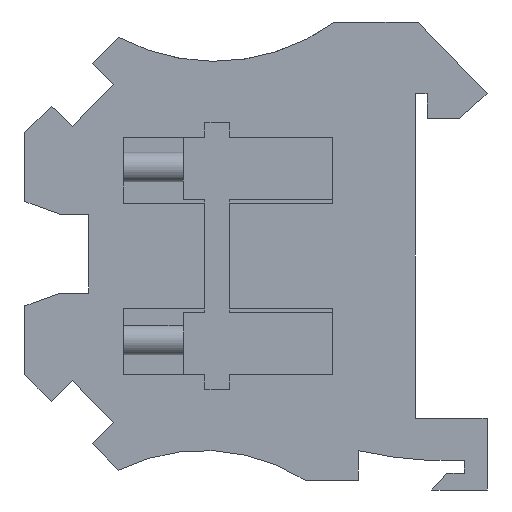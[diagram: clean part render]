
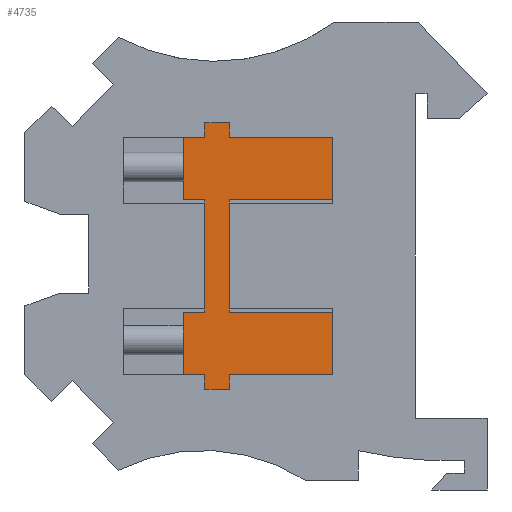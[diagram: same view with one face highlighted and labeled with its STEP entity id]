
A CAD part, left-side view. The second image highlights one B-rep face of the part: STEP entity #4735.
In plain terms, the highlighted planar face has unit normal (-1, 0, 0).
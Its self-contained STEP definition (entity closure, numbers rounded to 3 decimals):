
#1460=DIRECTION('',(0.,1.,0.));
#1461=VECTOR('',#1460,2.2);
#1462=CARTESIAN_POINT('',(0.1,28.7,11.732));
#1463=LINE('',#1462,#1461);
#1570=DIRECTION('',(0.,0.,1.));
#1571=VECTOR('',#1570,6.3);
#1572=CARTESIAN_POINT('',(0.1,15.7,11.732));
#1573=LINE('',#1572,#1571);
#1586=DIRECTION('',(0.,0.,-1.));
#1587=VECTOR('',#1586,6.3);
#1588=CARTESIAN_POINT('',(0.1,30.9,18.032));
#1589=LINE('',#1588,#1587);
#1590=DIRECTION('',(0.,1.,0.));
#1591=VECTOR('',#1590,2.2);
#1592=CARTESIAN_POINT('',(0.1,28.7,18.032));
#1593=LINE('',#1592,#1591);
#1594=DIRECTION('',(0.,0.,-1.));
#1595=VECTOR('',#1594,0.4);
#1596=CARTESIAN_POINT('',(0.1,28.7,18.432));
#1597=LINE('',#1596,#1595);
#1598=DIRECTION('',(0.,0.,-1.));
#1599=VECTOR('',#1598,0.4);
#1600=CARTESIAN_POINT('',(0.1,28.7,29.568));
#1601=LINE('',#1600,#1599);
#1602=DIRECTION('',(0.,-1.,0.));
#1603=VECTOR('',#1602,2.2);
#1604=CARTESIAN_POINT('',(0.1,30.9,29.568));
#1605=LINE('',#1604,#1603);
#1606=DIRECTION('',(0.,0.,-1.));
#1607=VECTOR('',#1606,6.3);
#1608=CARTESIAN_POINT('',(0.1,30.9,35.868));
#1609=LINE('',#1608,#1607);
#1610=DIRECTION('',(0.,-1.,0.));
#1611=VECTOR('',#1610,10.5);
#1612=CARTESIAN_POINT('',(0.1,26.2,29.568));
#1613=LINE('',#1612,#1611);
#1614=DIRECTION('',(0.,0.,1.));
#1615=VECTOR('',#1614,0.4);
#1616=CARTESIAN_POINT('',(0.1,26.2,29.168));
#1617=LINE('',#1616,#1615);
#1618=DIRECTION('',(0.,0.,1.));
#1619=VECTOR('',#1618,0.4);
#1620=CARTESIAN_POINT('',(0.1,26.2,18.032));
#1621=LINE('',#1620,#1619);
#1622=DIRECTION('',(0.,1.,0.));
#1623=VECTOR('',#1622,10.5);
#1624=CARTESIAN_POINT('',(0.1,15.7,18.032));
#1625=LINE('',#1624,#1623);
#1656=DIRECTION('',(0.,1.,0.));
#1657=VECTOR('',#1656,2.2);
#1658=CARTESIAN_POINT('',(0.1,28.7,35.868));
#1659=LINE('',#1658,#1657);
#1682=DIRECTION('',(0.,0.,-1.));
#1683=VECTOR('',#1682,10.736);
#1684=CARTESIAN_POINT('',(0.1,28.7,29.168));
#1685=LINE('',#1684,#1683);
#1728=DIRECTION('',(0.,0.,-1.));
#1729=VECTOR('',#1728,1.5);
#1730=CARTESIAN_POINT('',(0.1,28.7,37.368));
#1731=LINE('',#1730,#1729);
#1736=DIRECTION('',(0.,1.,0.));
#1737=VECTOR('',#1736,2.5);
#1738=CARTESIAN_POINT('',(0.1,26.2,37.368));
#1739=LINE('',#1738,#1737);
#1744=DIRECTION('',(0.,0.,1.));
#1745=VECTOR('',#1744,1.5);
#1746=CARTESIAN_POINT('',(0.1,26.2,35.868));
#1747=LINE('',#1746,#1745);
#1752=DIRECTION('',(0.,1.,0.));
#1753=VECTOR('',#1752,10.5);
#1754=CARTESIAN_POINT('',(0.1,15.7,35.868));
#1755=LINE('',#1754,#1753);
#1764=DIRECTION('',(0.,0.,1.));
#1765=VECTOR('',#1764,6.3);
#1766=CARTESIAN_POINT('',(0.1,15.7,29.568));
#1767=LINE('',#1766,#1765);
#1784=DIRECTION('',(0.,0.,1.));
#1785=VECTOR('',#1784,10.736);
#1786=CARTESIAN_POINT('',(0.1,26.2,18.432));
#1787=LINE('',#1786,#1785);
#1792=DIRECTION('',(0.,-1.,0.));
#1793=VECTOR('',#1792,10.5);
#1794=CARTESIAN_POINT('',(0.1,26.2,11.732));
#1795=LINE('',#1794,#1793);
#1800=DIRECTION('',(0.,0.,1.));
#1801=VECTOR('',#1800,1.5);
#1802=CARTESIAN_POINT('',(0.1,26.2,10.232));
#1803=LINE('',#1802,#1801);
#1808=DIRECTION('',(0.,-1.,0.));
#1809=VECTOR('',#1808,2.5);
#1810=CARTESIAN_POINT('',(0.1,28.7,10.232));
#1811=LINE('',#1810,#1809);
#1816=DIRECTION('',(0.,0.,-1.));
#1817=VECTOR('',#1816,1.5);
#1818=CARTESIAN_POINT('',(0.1,28.7,11.732));
#1819=LINE('',#1818,#1817);
#2200=CARTESIAN_POINT('',(0.1,30.9,29.568));
#2201=CARTESIAN_POINT('',(0.1,28.7,29.568));
#2202=VERTEX_POINT('',#2200);
#2203=VERTEX_POINT('',#2201);
#2204=CARTESIAN_POINT('',(0.1,28.7,18.032));
#2205=CARTESIAN_POINT('',(0.1,30.9,18.032));
#2206=VERTEX_POINT('',#2204);
#2207=VERTEX_POINT('',#2205);
#2236=CARTESIAN_POINT('',(0.1,30.9,11.732));
#2237=VERTEX_POINT('',#2236);
#2238=CARTESIAN_POINT('',(0.1,15.7,18.032));
#2239=VERTEX_POINT('',#2238);
#2240=CARTESIAN_POINT('',(0.1,26.2,18.432));
#2241=VERTEX_POINT('',#2240);
#2242=CARTESIAN_POINT('',(0.1,26.2,29.168));
#2243=VERTEX_POINT('',#2242);
#2244=CARTESIAN_POINT('',(0.1,15.7,29.568));
#2245=VERTEX_POINT('',#2244);
#2246=CARTESIAN_POINT('',(0.1,30.9,35.868));
#2247=VERTEX_POINT('',#2246);
#2248=CARTESIAN_POINT('',(0.1,28.7,29.168));
#2249=VERTEX_POINT('',#2248);
#2250=CARTESIAN_POINT('',(0.1,28.7,18.432));
#2251=VERTEX_POINT('',#2250);
#2252=CARTESIAN_POINT('',(0.1,26.2,18.032));
#2253=VERTEX_POINT('',#2252);
#2254=CARTESIAN_POINT('',(0.1,26.2,29.568));
#2255=VERTEX_POINT('',#2254);
#2256=CARTESIAN_POINT('',(0.1,28.7,11.732));
#2257=VERTEX_POINT('',#2256);
#2258=CARTESIAN_POINT('',(0.1,28.7,10.232));
#2259=VERTEX_POINT('',#2258);
#2260=CARTESIAN_POINT('',(0.1,26.2,10.232));
#2261=VERTEX_POINT('',#2260);
#2262=CARTESIAN_POINT('',(0.1,26.2,11.732));
#2263=VERTEX_POINT('',#2262);
#2264=CARTESIAN_POINT('',(0.1,15.7,11.732));
#2265=VERTEX_POINT('',#2264);
#2266=CARTESIAN_POINT('',(0.1,15.7,35.868));
#2267=VERTEX_POINT('',#2266);
#2268=CARTESIAN_POINT('',(0.1,26.2,35.868));
#2269=VERTEX_POINT('',#2268);
#2270=CARTESIAN_POINT('',(0.1,26.2,37.368));
#2271=VERTEX_POINT('',#2270);
#2272=CARTESIAN_POINT('',(0.1,28.7,37.368));
#2273=VERTEX_POINT('',#2272);
#2274=CARTESIAN_POINT('',(0.1,28.7,35.868));
#2275=VERTEX_POINT('',#2274);
#4686=CARTESIAN_POINT('',(0.1,0.,0.));
#4687=DIRECTION('',(-1.,0.,0.));
#4688=DIRECTION('',(0.,0.,1.));
#4689=AXIS2_PLACEMENT_3D('',#4686,#4687,#4688);
#4690=PLANE('',#4689);
#4691=ORIENTED_EDGE('',*,*,#4508,.T.);
#4692=ORIENTED_EDGE('',*,*,#4529,.F.);
#4694=ORIENTED_EDGE('',*,*,#4693,.F.);
#4696=ORIENTED_EDGE('',*,*,#4695,.F.);
#4698=ORIENTED_EDGE('',*,*,#4697,.F.);
#4700=ORIENTED_EDGE('',*,*,#4699,.F.);
#4702=ORIENTED_EDGE('',*,*,#4701,.F.);
#4704=ORIENTED_EDGE('',*,*,#4703,.F.);
#4706=ORIENTED_EDGE('',*,*,#4705,.F.);
#4708=ORIENTED_EDGE('',*,*,#4707,.F.);
#4710=ORIENTED_EDGE('',*,*,#4709,.F.);
#4712=ORIENTED_EDGE('',*,*,#4711,.F.);
#4714=ORIENTED_EDGE('',*,*,#4713,.F.);
#4716=ORIENTED_EDGE('',*,*,#4715,.F.);
#4718=ORIENTED_EDGE('',*,*,#4717,.F.);
#4719=ORIENTED_EDGE('',*,*,#4679,.F.);
#4721=ORIENTED_EDGE('',*,*,#4720,.F.);
#4722=ORIENTED_EDGE('',*,*,#4665,.F.);
#4723=ORIENTED_EDGE('',*,*,#4619,.F.);
#4724=ORIENTED_EDGE('',*,*,#4638,.F.);
#4726=ORIENTED_EDGE('',*,*,#4725,.F.);
#4728=ORIENTED_EDGE('',*,*,#4727,.F.);
#4730=ORIENTED_EDGE('',*,*,#4729,.F.);
#4732=ORIENTED_EDGE('',*,*,#4731,.F.);
#4733=EDGE_LOOP('',(#4691,#4692,#4694,#4696,#4698,#4700,#4702,#4704,#4706,#4708,
#4710,#4712,#4714,#4716,#4718,#4719,#4721,#4722,#4723,#4724,#4726,#4728,#4730,
#4732));
#4734=FACE_OUTER_BOUND('',#4733,.F.);
#4508=EDGE_CURVE('',#2257,#2237,#1463,.T.);
#4529=EDGE_CURVE('',#2207,#2237,#1589,.T.);
#4619=EDGE_CURVE('',#2239,#2253,#1625,.T.);
#4638=EDGE_CURVE('',#2265,#2239,#1573,.T.);
#4665=EDGE_CURVE('',#2253,#2241,#1621,.T.);
#4679=EDGE_CURVE('',#2243,#2255,#1617,.T.);
#4693=EDGE_CURVE('',#2206,#2207,#1593,.T.);
#4695=EDGE_CURVE('',#2251,#2206,#1597,.T.);
#4697=EDGE_CURVE('',#2249,#2251,#1685,.T.);
#4699=EDGE_CURVE('',#2203,#2249,#1601,.T.);
#4701=EDGE_CURVE('',#2202,#2203,#1605,.T.);
#4703=EDGE_CURVE('',#2247,#2202,#1609,.T.);
#4705=EDGE_CURVE('',#2275,#2247,#1659,.T.);
#4707=EDGE_CURVE('',#2273,#2275,#1731,.T.);
#4709=EDGE_CURVE('',#2271,#2273,#1739,.T.);
#4711=EDGE_CURVE('',#2269,#2271,#1747,.T.);
#4713=EDGE_CURVE('',#2267,#2269,#1755,.T.);
#4715=EDGE_CURVE('',#2245,#2267,#1767,.T.);
#4717=EDGE_CURVE('',#2255,#2245,#1613,.T.);
#4720=EDGE_CURVE('',#2241,#2243,#1787,.T.);
#4725=EDGE_CURVE('',#2263,#2265,#1795,.T.);
#4727=EDGE_CURVE('',#2261,#2263,#1803,.T.);
#4729=EDGE_CURVE('',#2259,#2261,#1811,.T.);
#4731=EDGE_CURVE('',#2257,#2259,#1819,.T.);
#4735=ADVANCED_FACE('',(#4734),#4690,.T.);
